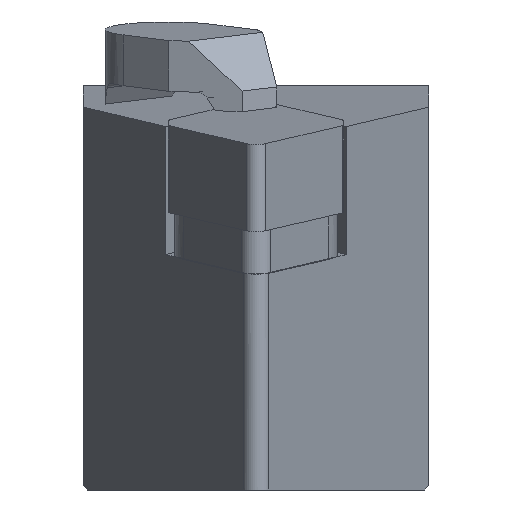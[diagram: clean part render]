
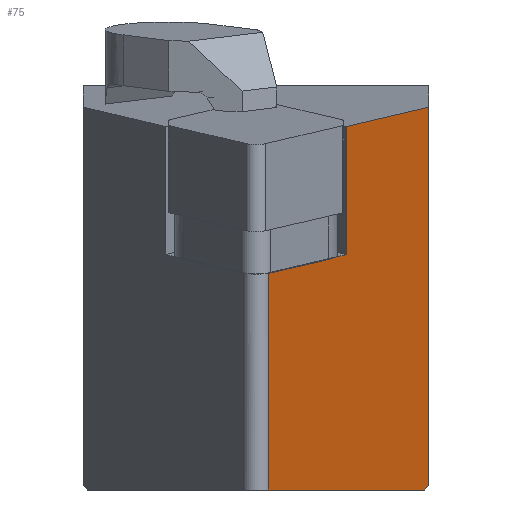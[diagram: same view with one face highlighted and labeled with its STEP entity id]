
A CAD part, left-side view. The second image highlights one B-rep face of the part: STEP entity #75.
In plain terms, the highlighted planar face has unit normal (-0.458, -0.887, -0.056).
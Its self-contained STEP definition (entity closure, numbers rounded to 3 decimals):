
#75=ADVANCED_FACE('',(#194),#144,.F.);
#144=PLANE('',#1272);
#194=FACE_OUTER_BOUND('',#264,.T.);
#264=EDGE_LOOP('',(#618,#619,#620,#621,#622,#623,#624,#625));
#333=LINE('',#1738,#467);
#338=LINE('',#1753,#472);
#345=LINE('',#1767,#479);
#346=LINE('',#1768,#480);
#347=LINE('',#1770,#481);
#348=LINE('',#1772,#482);
#349=LINE('',#1774,#483);
#350=LINE('',#1776,#484);
#467=VECTOR('',#1386,1.);
#472=VECTOR('',#1397,1.);
#479=VECTOR('',#1406,1.);
#480=VECTOR('',#1407,1.);
#481=VECTOR('',#1408,1.);
#482=VECTOR('',#1409,1.);
#483=VECTOR('',#1410,1.);
#484=VECTOR('',#1411,1.);
#618=ORIENTED_EDGE('',*,*,#1076,.F.);
#619=ORIENTED_EDGE('',*,*,#1062,.F.);
#620=ORIENTED_EDGE('',*,*,#1077,.F.);
#621=ORIENTED_EDGE('',*,*,#1078,.F.);
#622=ORIENTED_EDGE('',*,*,#1079,.F.);
#623=ORIENTED_EDGE('',*,*,#1080,.F.);
#624=ORIENTED_EDGE('',*,*,#1081,.F.);
#625=ORIENTED_EDGE('',*,*,#1069,.F.);
#951=VERTEX_POINT('',#1736);
#953=VERTEX_POINT('',#1739);
#959=VERTEX_POINT('',#1752);
#960=VERTEX_POINT('',#1754);
#966=VERTEX_POINT('',#1769);
#967=VERTEX_POINT('',#1771);
#968=VERTEX_POINT('',#1773);
#969=VERTEX_POINT('',#1775);
#1062=EDGE_CURVE('',#951,#953,#333,.T.);
#1069=EDGE_CURVE('',#959,#960,#338,.T.);
#1076=EDGE_CURVE('',#953,#959,#345,.T.);
#1077=EDGE_CURVE('',#966,#951,#346,.T.);
#1078=EDGE_CURVE('',#967,#966,#347,.T.);
#1079=EDGE_CURVE('',#968,#967,#348,.T.);
#1080=EDGE_CURVE('',#969,#968,#349,.T.);
#1081=EDGE_CURVE('',#960,#969,#350,.T.);
#1272=AXIS2_PLACEMENT_3D('',#1777,#1412,#1413);
#1386=DIRECTION('',(0.88,-0.462,0.108));
#1397=DIRECTION('',(0.88,-0.462,0.108));
#1406=DIRECTION('',(-0.122,0.,0.993));
#1407=DIRECTION('',(0.88,-0.462,0.108));
#1408=DIRECTION('',(-0.122,0.,0.993));
#1409=DIRECTION('',(-0.888,0.459,0.));
#1410=DIRECTION('',(-0.788,0.435,-0.435));
#1411=DIRECTION('',(0.122,0.,-0.993));
#1412=DIRECTION('',(0.458,0.887,0.056));
#1413=DIRECTION('',(-0.888,0.459,0.));
#1736=CARTESIAN_POINT('',(12.626,-18.259,-8.148));
#1738=CARTESIAN_POINT('',(25.478,-25.,-6.57));
#1739=CARTESIAN_POINT('',(14.113,-19.039,-7.966));
#1752=CARTESIAN_POINT('',(12.975,-19.039,1.295));
#1753=CARTESIAN_POINT('',(24.341,-25.,2.69));
#1754=CARTESIAN_POINT('',(24.341,-25.,2.69));
#1767=CARTESIAN_POINT('',(17.814,-19.039,-38.109));
#1768=CARTESIAN_POINT('',(25.478,-25.,-6.57));
#1769=CARTESIAN_POINT('',(3.336,-13.387,-9.289));
#1770=CARTESIAN_POINT('',(7.038,-13.387,-39.433));
#1771=CARTESIAN_POINT('',(5.265,-13.387,-25.));
#1772=CARTESIAN_POINT('',(28.877,-25.587,-25.));
#1773=CARTESIAN_POINT('',(27.161,-24.7,-25.));
#1774=CARTESIAN_POINT('',(24.501,-23.233,-26.467));
#1775=CARTESIAN_POINT('',(27.705,-25.,-24.7));
#1776=CARTESIAN_POINT('',(29.18,-25.,-36.714));
#1777=CARTESIAN_POINT('',(29.18,-25.,-36.714));
